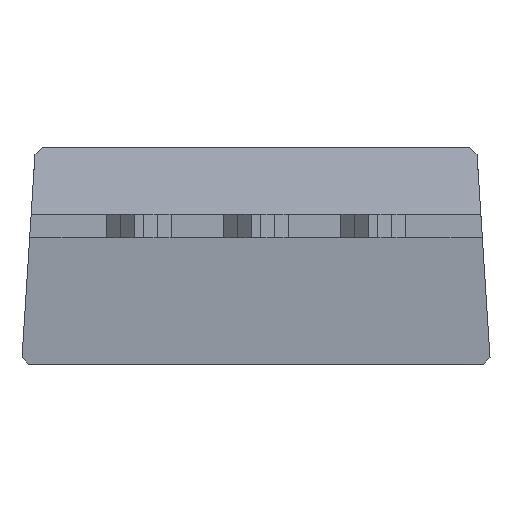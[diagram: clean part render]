
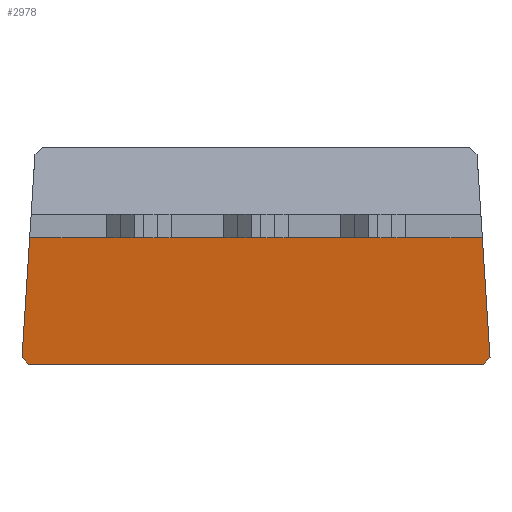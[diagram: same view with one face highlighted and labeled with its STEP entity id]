
A CAD part, front view. The second image highlights one B-rep face of the part: STEP entity #2978.
In plain terms, the highlighted planar face has unit normal (0, -0.994, -0.108).
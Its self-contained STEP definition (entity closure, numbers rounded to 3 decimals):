
#19 = VERTEX_POINT ( 'NONE', #2727 ) ;
#64 = LINE ( 'NONE', #1333, #2540 ) ;
#72 = ORIENTED_EDGE ( 'NONE', *, *, #1808, .F. ) ;
#82 = LINE ( 'NONE', #1110, #1142 ) ;
#130 = VECTOR ( 'NONE', #1478, 1000. ) ;
#148 = CARTESIAN_POINT ( 'NONE',  ( -1.84, 0., 2.333 ) ) ;
#175 = VERTEX_POINT ( 'NONE', #1373 ) ;
#177 = CARTESIAN_POINT ( 'NONE',  ( 5.08, 0., 2.333 ) ) ;
#180 = DIRECTION ( 'NONE',  ( -1., 0., 0. ) ) ;
#196 = ORIENTED_EDGE ( 'NONE', *, *, #2110, .T. ) ;
#243 = ORIENTED_EDGE ( 'NONE', *, *, #740, .T. ) ;
#258 = CARTESIAN_POINT ( 'NONE',  ( -3.24, 0., 2.333 ) ) ;
#263 = DIRECTION ( 'NONE',  ( 1., 0., 0. ) ) ;
#282 = EDGE_CURVE ( 'NONE', #2711, #1022, #2915, .T. ) ;
#360 = DIRECTION ( 'NONE',  ( 0.682, -0.079, 0.727 ) ) ;
#370 = EDGE_CURVE ( 'NONE', #792, #175, #82, .T. ) ;
#376 = VECTOR ( 'NONE', #453, 1000. ) ;
#412 = AXIS2_PLACEMENT_3D ( 'NONE', #2866, #1906, #1880 ) ;
#453 = DIRECTION ( 'NONE',  ( -1., 0., 0. ) ) ;
#490 = EDGE_CURVE ( 'NONE', #1376, #792, #2950, .T. ) ;
#494 = CARTESIAN_POINT ( 'NONE',  ( 5.07, 0.284, -0.267 ) ) ;
#652 = ORIENTED_EDGE ( 'NONE', *, *, #1324, .F. ) ;
#675 = FACE_OUTER_BOUND ( 'NONE', #2982, .T. ) ;
#712 = EDGE_CURVE ( 'NONE', #3068, #2040, #2679, .T. ) ;
#740 = EDGE_CURVE ( 'NONE', #873, #2111, #2037, .T. ) ;
#747 = ORIENTED_EDGE ( 'NONE', *, *, #370, .T. ) ;
#792 = VERTEX_POINT ( 'NONE', #1161 ) ;
#844 = CARTESIAN_POINT ( 'NONE',  ( -1.84, 0., 2.333 ) ) ;
#873 = VERTEX_POINT ( 'NONE', #1277 ) ;
#896 = VECTOR ( 'NONE', #2654, 1000. ) ;
#903 = DIRECTION ( 'NONE',  ( -1., 0., 0. ) ) ;
#911 = CARTESIAN_POINT ( 'NONE',  ( 5.08, 0., 2.333 ) ) ;
#1022 = VERTEX_POINT ( 'NONE', #1468 ) ;
#1084 = VECTOR ( 'NONE', #180, 1000. ) ;
#1110 = CARTESIAN_POINT ( 'NONE',  ( -4.904, 0., 2.333 ) ) ;
#1142 = VECTOR ( 'NONE', #2273, 1000. ) ;
#1161 = CARTESIAN_POINT ( 'NONE',  ( -4.904, 0., 2.333 ) ) ;
#1168 = LINE ( 'NONE', #1225, #1608 ) ;
#1225 = CARTESIAN_POINT ( 'NONE',  ( 3.24, 0., 2.333 ) ) ;
#1267 = ORIENTED_EDGE ( 'NONE', *, *, #282, .T. ) ;
#1277 = CARTESIAN_POINT ( 'NONE',  ( -0.7, 0., 2.333 ) ) ;
#1285 = LINE ( 'NONE', #148, #2822 ) ;
#1324 = EDGE_CURVE ( 'NONE', #19, #1022, #1168, .T. ) ;
#1326 = CARTESIAN_POINT ( 'NONE',  ( 5.07, 0.284, -0.267 ) ) ;
#1333 = CARTESIAN_POINT ( 'NONE',  ( 4.93, 0.3, -0.417 ) ) ;
#1355 = LINE ( 'NONE', #1326, #2732 ) ;
#1356 = LINE ( 'NONE', #2643, #896 ) ;
#1365 = CARTESIAN_POINT ( 'NONE',  ( 0.7, 0., 2.333 ) ) ;
#1373 = CARTESIAN_POINT ( 'NONE',  ( -5.07, 0.284, -0.267 ) ) ;
#1376 = VERTEX_POINT ( 'NONE', #258 ) ;
#1438 = DIRECTION ( 'NONE',  ( -1., 0., 0. ) ) ;
#1449 = ORIENTED_EDGE ( 'NONE', *, *, #2891, .T. ) ;
#1468 = CARTESIAN_POINT ( 'NONE',  ( 3.24, 0., 2.333 ) ) ;
#1473 = LINE ( 'NONE', #1699, #130 ) ;
#1478 = DIRECTION ( 'NONE',  ( 1., 0., 0. ) ) ;
#1493 = VERTEX_POINT ( 'NONE', #1365 ) ;
#1551 = EDGE_CURVE ( 'NONE', #1376, #2111, #1285, .T. ) ;
#1588 = VECTOR ( 'NONE', #2838, 1000. ) ;
#1608 = VECTOR ( 'NONE', #263, 1000. ) ;
#1630 = ORIENTED_EDGE ( 'NONE', *, *, #1551, .F. ) ;
#1699 = CARTESIAN_POINT ( 'NONE',  ( 0.7, 0., 2.333 ) ) ;
#1733 = EDGE_CURVE ( 'NONE', #19, #1493, #3046, .T. ) ;
#1735 = VECTOR ( 'NONE', #1438, 1000. ) ;
#1736 = CARTESIAN_POINT ( 'NONE',  ( 4.904, 0., 2.333 ) ) ;
#1771 = ORIENTED_EDGE ( 'NONE', *, *, #1733, .T. ) ;
#1808 = EDGE_CURVE ( 'NONE', #873, #1493, #1473, .T. ) ;
#1811 = VERTEX_POINT ( 'NONE', #494 ) ;
#1825 = EDGE_CURVE ( 'NONE', #175, #2040, #1356, .T. ) ;
#1872 = CARTESIAN_POINT ( 'NONE',  ( 5.08, 0., 2.333 ) ) ;
#1880 = DIRECTION ( 'NONE',  ( 0., 0.108, -0.994 ) ) ;
#1906 = DIRECTION ( 'NONE',  ( 0., -0.994, -0.108 ) ) ;
#1955 = CARTESIAN_POINT ( 'NONE',  ( 4.93, 0.3, -0.417 ) ) ;
#2037 = LINE ( 'NONE', #2864, #2954 ) ;
#2040 = VERTEX_POINT ( 'NONE', #2435 ) ;
#2044 = DIRECTION ( 'NONE',  ( -0.063, -0.108, 0.992 ) ) ;
#2084 = ORIENTED_EDGE ( 'NONE', *, *, #1825, .T. ) ;
#2110 = EDGE_CURVE ( 'NONE', #1811, #2711, #1355, .T. ) ;
#2111 = VERTEX_POINT ( 'NONE', #844 ) ;
#2158 = PLANE ( 'NONE',  #412 ) ;
#2273 = DIRECTION ( 'NONE',  ( -0.063, 0.108, -0.992 ) ) ;
#2435 = CARTESIAN_POINT ( 'NONE',  ( -4.93, 0.3, -0.417 ) ) ;
#2540 = VECTOR ( 'NONE', #360, 1000. ) ;
#2543 = DIRECTION ( 'NONE',  ( 1., 0., 0. ) ) ;
#2611 = CARTESIAN_POINT ( 'NONE',  ( -5.08, 0.3, -0.417 ) ) ;
#2643 = CARTESIAN_POINT ( 'NONE',  ( -5.07, 0.284, -0.267 ) ) ;
#2654 = DIRECTION ( 'NONE',  ( 0.682, 0.079, -0.727 ) ) ;
#2679 = LINE ( 'NONE', #2611, #1735 ) ;
#2711 = VERTEX_POINT ( 'NONE', #1736 ) ;
#2727 = CARTESIAN_POINT ( 'NONE',  ( 1.84, 0., 2.333 ) ) ;
#2732 = VECTOR ( 'NONE', #2044, 1000. ) ;
#2822 = VECTOR ( 'NONE', #2543, 1000. ) ;
#2838 = DIRECTION ( 'NONE',  ( -1., 0., 0. ) ) ;
#2847 = ORIENTED_EDGE ( 'NONE', *, *, #490, .T. ) ;
#2864 = CARTESIAN_POINT ( 'NONE',  ( 5.08, 0., 2.333 ) ) ;
#2866 = CARTESIAN_POINT ( 'NONE',  ( 5.08, 0., 2.333 ) ) ;
#2891 = EDGE_CURVE ( 'NONE', #3068, #1811, #64, .T. ) ;
#2915 = LINE ( 'NONE', #1872, #1588 ) ;
#2950 = LINE ( 'NONE', #177, #376 ) ;
#2954 = VECTOR ( 'NONE', #903, 1000. ) ;
#2978 = ADVANCED_FACE ( 'NONE', ( #675 ), #2158, .T. ) ;
#2982 = EDGE_LOOP ( 'NONE', ( #2847, #747, #2084, #3059, #1449, #196, #1267, #652, #1771, #72, #243, #1630 ) ) ;
#3046 = LINE ( 'NONE', #911, #1084 ) ;
#3059 = ORIENTED_EDGE ( 'NONE', *, *, #712, .F. ) ;
#3068 = VERTEX_POINT ( 'NONE', #1955 ) ;
